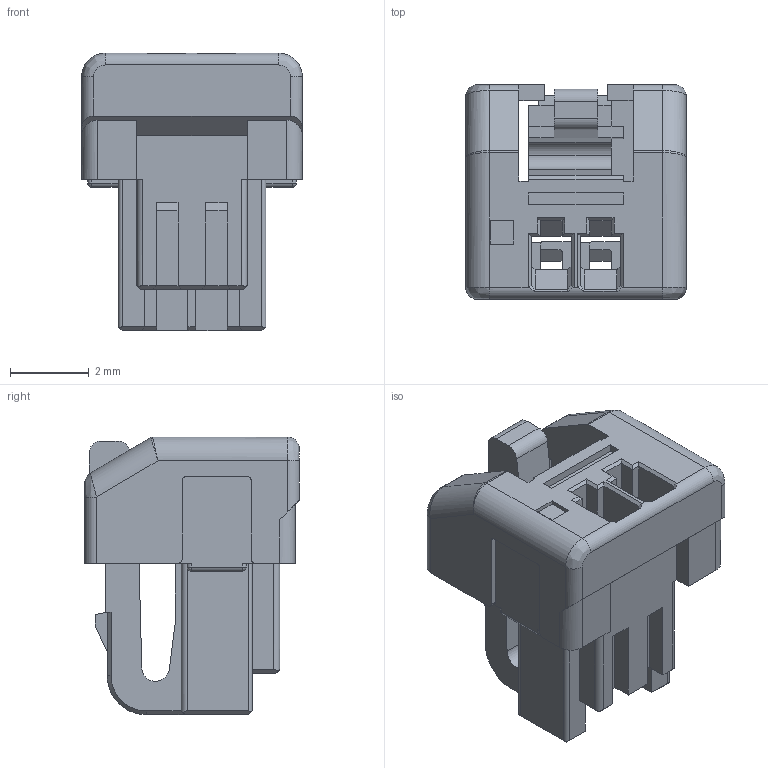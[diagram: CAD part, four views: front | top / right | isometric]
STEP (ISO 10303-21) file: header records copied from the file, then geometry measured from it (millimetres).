
FILE_DESCRIPTION(('STEP AP242'),'1');
FILE_NAME('502380-0200.stp','2023-01-29T02:51:45',('TraceParts'),('TraceParts S.A.'),'Spatial InterOp 3D',' ',' ');
FILE_SCHEMA(('AP242_MANAGED_MODEL_BASED_3D_ENGINEERING_MIM_LF {1 0 10303 442 1 1 4}'));
Length unit declared in the file: millimetre
Products named in the file (1): 502380-0200
Bounding box: 5.6 x 5.45 x 7.05 mm (x, y, z)
Volume: 90.5 mm3; surface area: 308.3 mm2
Topology: 1 solids, 1 shells, 312 faces, 859 edges, 541 vertices
Faces by surface type: plane 249, cylinder 51, bspline 6, sphere 4, cone 2
Entity records: 10054 total; most frequent: CARTESIAN_POINT 2135, ORIENTED_EDGE 1718, DIRECTION 1539, EDGE_CURVE 859, LINE 737, VECTOR 737, VERTEX_POINT 541, AXIS2_PLACEMENT_3D 401
